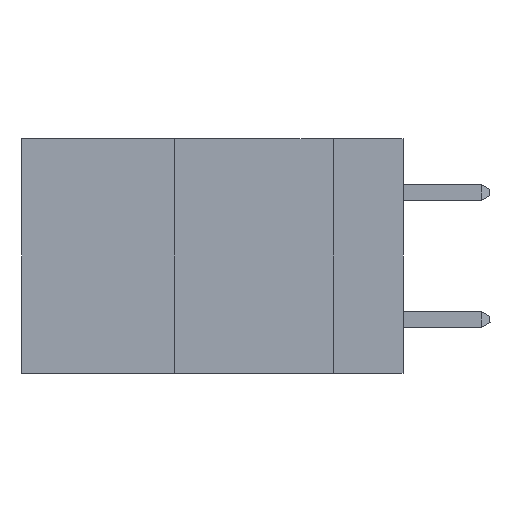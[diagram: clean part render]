
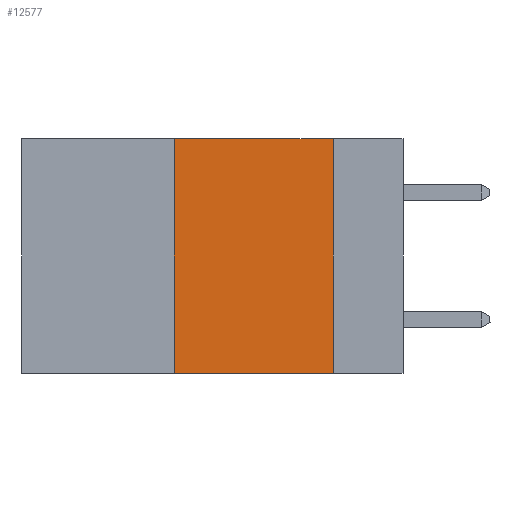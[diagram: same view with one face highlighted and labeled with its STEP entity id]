
A CAD part, left-side view. The second image highlights one B-rep face of the part: STEP entity #12577.
In plain terms, the highlighted planar face has unit normal (-1, 0, 0).
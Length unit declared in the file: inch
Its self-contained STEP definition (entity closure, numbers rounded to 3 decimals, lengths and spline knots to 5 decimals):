
#883 = VECTOR ( 'NONE', #1438, 39.37008 ) ;
#1438 = DIRECTION ( 'NONE',  ( 0., 0., -1. ) ) ;
#1672 = VERTEX_POINT ( 'NONE', #27442 ) ;
#2078 = VERTEX_POINT ( 'NONE', #30290 ) ;
#2561 = VECTOR ( 'NONE', #30303, 39.37008 ) ;
#3165 = ORIENTED_EDGE ( 'NONE', *, *, #24586, .T. ) ;
#3742 = LINE ( 'NONE', #27416, #2561 ) ;
#6266 = VECTOR ( 'NONE', #28360, 39.37008 ) ;
#9311 = CARTESIAN_POINT ( 'NONE',  ( 0., 0.6, -0.37 ) ) ;
#9786 = EDGE_CURVE ( 'NONE', #12673, #2078, #3742, .T. ) ;
#11714 = LINE ( 'NONE', #9311, #6266 ) ;
#12281 = EDGE_CURVE ( 'NONE', #2078, #1672, #21446, .T. ) ;
#12577 = ADVANCED_FACE ( 'NONE', ( #16964 ), #26680, .F. ) ;
#12673 = VERTEX_POINT ( 'NONE', #27314 ) ;
#14250 = EDGE_LOOP ( 'NONE', ( #17266, #23760, #19779, #3165 ) ) ;
#15325 = DIRECTION ( 'NONE',  ( 0., 0., -1. ) ) ;
#16964 = FACE_OUTER_BOUND ( 'NONE', #14250, .T. ) ;
#17266 = ORIENTED_EDGE ( 'NONE', *, *, #12281, .F. ) ;
#19779 = ORIENTED_EDGE ( 'NONE', *, *, #23581, .F. ) ;
#21446 = LINE ( 'NONE', #28478, #883 ) ;
#21492 = VERTEX_POINT ( 'NONE', #29866 ) ;
#21921 = CARTESIAN_POINT ( 'NONE',  ( 0., 0.6, 0. ) ) ;
#23015 = DIRECTION ( 'NONE',  ( 1., 0., 0. ) ) ;
#23581 = EDGE_CURVE ( 'NONE', #21492, #12673, #30516, .T. ) ;
#23629 = DIRECTION ( 'NONE',  ( 0., 0., 1. ) ) ;
#23760 = ORIENTED_EDGE ( 'NONE', *, *, #9786, .F. ) ;
#24586 = EDGE_CURVE ( 'NONE', #21492, #1672, #11714, .T. ) ;
#25692 = CARTESIAN_POINT ( 'NONE',  ( 0., 0.36, 0. ) ) ;
#26680 = PLANE ( 'NONE',  #31513 ) ;
#27314 = CARTESIAN_POINT ( 'NONE',  ( 0., 0.36, 0. ) ) ;
#27416 = CARTESIAN_POINT ( 'NONE',  ( 0., 0.6, 0. ) ) ;
#27442 = CARTESIAN_POINT ( 'NONE',  ( 0., 0.11, -0.37 ) ) ;
#28360 = DIRECTION ( 'NONE',  ( 0., -1., 0. ) ) ;
#28478 = CARTESIAN_POINT ( 'NONE',  ( 0., 0.11, 0. ) ) ;
#29436 = VECTOR ( 'NONE', #23629, 39.37008 ) ;
#29866 = CARTESIAN_POINT ( 'NONE',  ( 0., 0.36, -0.37 ) ) ;
#30290 = CARTESIAN_POINT ( 'NONE',  ( 0., 0.11, 0. ) ) ;
#30303 = DIRECTION ( 'NONE',  ( 0., -1., 0. ) ) ;
#30516 = LINE ( 'NONE', #25692, #29436 ) ;
#31513 = AXIS2_PLACEMENT_3D ( 'NONE', #21921, #23015, #15325 ) ;
